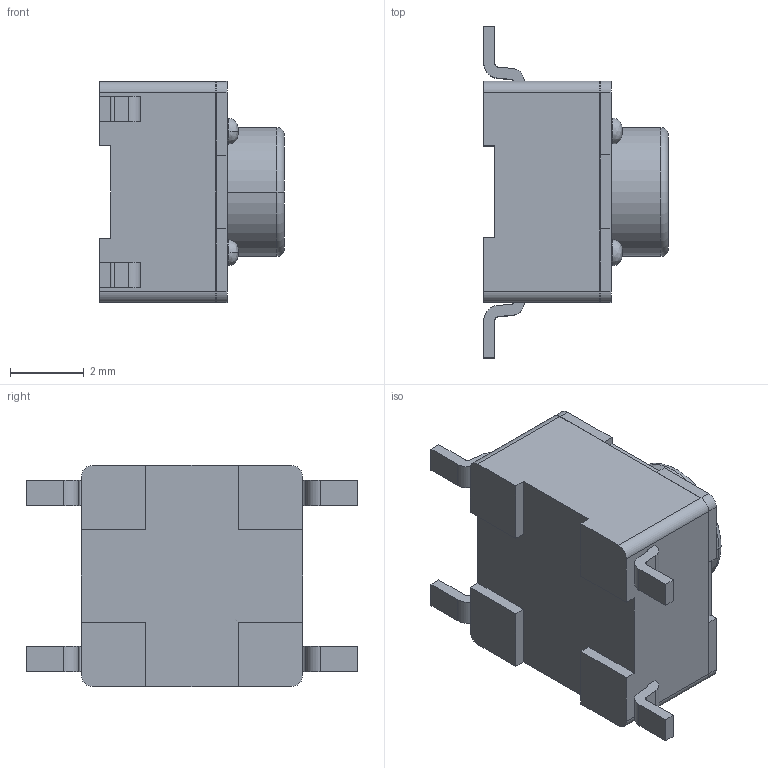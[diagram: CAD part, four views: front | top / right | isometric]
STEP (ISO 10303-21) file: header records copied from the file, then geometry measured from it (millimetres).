
FILE_DESCRIPTION(('FreeCAD Model'),'2;1');
FILE_NAME('PTS645SL50SMTRLFS.step', '2017-03-28T19:38:56',('Author'),(''), 'Open CASCADE STEP processor 6.8','FreeCAD','Unknown');
FILE_SCHEMA(('AUTOMOTIVE_DESIGN_CC2 { 1 2 10303 214 -1 1 5 4 }'));
Length unit declared in the file: millimetre
Products named in the file (2): ASSEMBLY; 97M02645FP
Assembly tree (1 placements, depth 2):
  ASSEMBLY
    97M02645FP
Bounding box: 5 x 9 x 6 mm (x, y, z)
Volume: 133.2 mm3; surface area: 199.1 mm2
Topology: 1 solids, 1 shells, 121 faces, 314 edges, 206 vertices
Faces by surface type: plane 77, cylinder 34, bspline 8, torus 2
Entity records: 12796 total; most frequent: CARTESIAN_POINT 5879, DIRECTION 1056, ORIENTED_EDGE 628, PCURVE 628, DEFINITIONAL_REPRESENTATION 628, LINE 610, VECTOR 610, EDGE_CURVE 314
